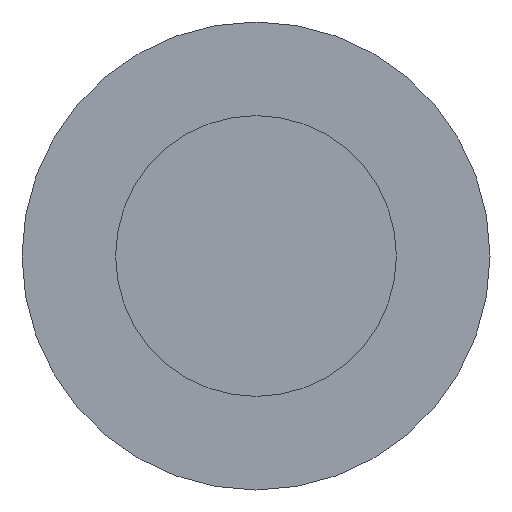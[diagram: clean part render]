
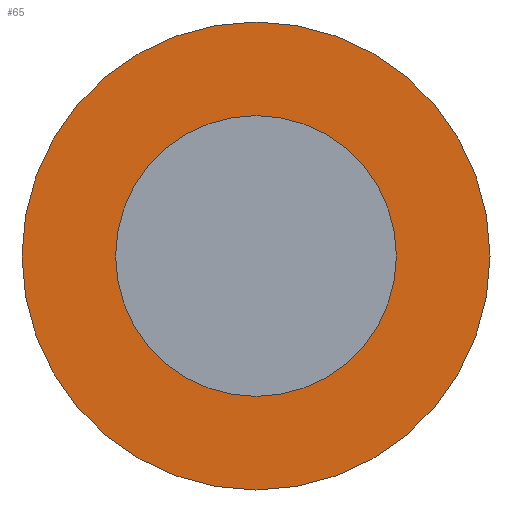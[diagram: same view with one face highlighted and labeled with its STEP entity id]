
A CAD part, front view. The second image highlights one B-rep face of the part: STEP entity #65.
In plain terms, the highlighted planar face has unit normal (0, -1, 0).
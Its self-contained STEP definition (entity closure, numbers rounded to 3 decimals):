
#15=FACE_BOUND('',#31,.T.);
#25=FACE_OUTER_BOUND('',#30,.T.);
#30=EDGE_LOOP('',(#53));
#31=EDGE_LOOP('',(#54));
#35=CIRCLE('',#86,10.);
#36=CIRCLE('',#88,6.);
#39=VERTEX_POINT('',#120);
#40=VERTEX_POINT('',#124);
#43=EDGE_CURVE('',#39,#39,#35,.T.);
#45=EDGE_CURVE('',#40,#40,#36,.T.);
#53=ORIENTED_EDGE('',*,*,#43,.T.);
#54=ORIENTED_EDGE('',*,*,#45,.F.);
#61=PLANE('',#87);
#65=ADVANCED_FACE('',(#25,#15),#61,.T.);
#86=AXIS2_PLACEMENT_3D('',#121,#102,#103);
#87=AXIS2_PLACEMENT_3D('',#123,#105,#106);
#88=AXIS2_PLACEMENT_3D('',#125,#107,#108);
#102=DIRECTION('center_axis',(0.,-1.,0.));
#103=DIRECTION('ref_axis',(0.,0.,-1.));
#105=DIRECTION('center_axis',(0.,-1.,0.));
#106=DIRECTION('ref_axis',(0.,0.,-1.));
#107=DIRECTION('center_axis',(0.,-1.,0.));
#108=DIRECTION('ref_axis',(0.,0.,-1.));
#120=CARTESIAN_POINT('',(0.,32.,10.));
#121=CARTESIAN_POINT('Origin',(0.,32.,0.));
#123=CARTESIAN_POINT('Origin',(10.,32.,0.));
#124=CARTESIAN_POINT('',(0.,32.,6.));
#125=CARTESIAN_POINT('Origin',(0.,32.,0.));
